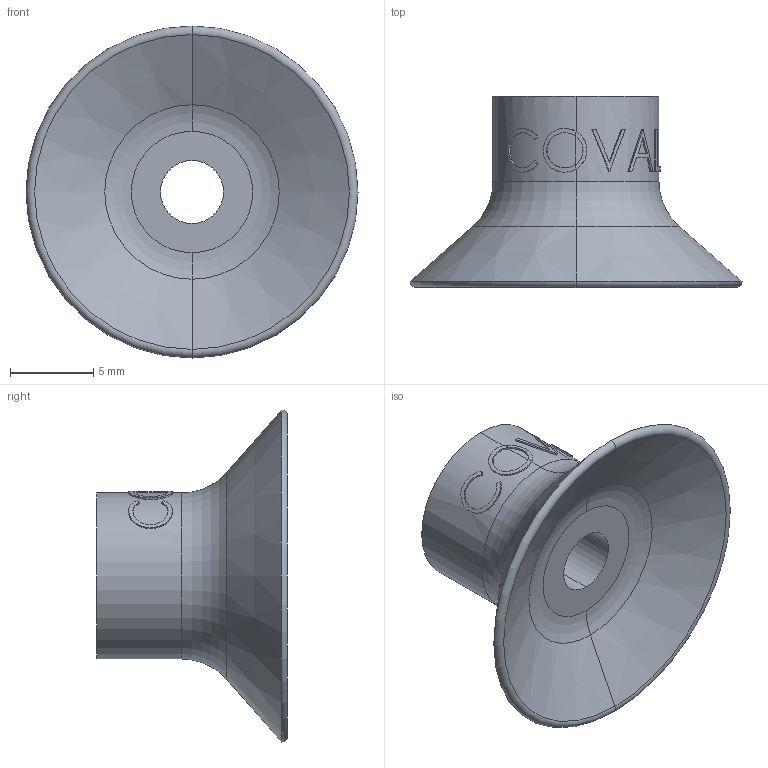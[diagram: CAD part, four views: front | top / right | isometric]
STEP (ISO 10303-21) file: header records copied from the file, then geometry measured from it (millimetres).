
FILE_DESCRIPTION(('STEP AP214'),'1');
FILE_NAME('COVAL_VP20SIT5.stp','2017-12-27T16:17:00',('TraceParts'),('TraceParts S.A.'),'Spatial InterOp 3D',' ',' ');
FILE_SCHEMA(('automotive_design'));
Length unit declared in the file: millimetre
Products named in the file (1): COVAL_VP20SIT5
Bounding box: 20 x 11.5 x 20 mm (x, y, z)
Volume: 952.6 mm3; surface area: 1042 mm2
Topology: 1 solids, 1 shells, 68 faces, 173 edges, 112 vertices
Faces by surface type: bspline 29, plane 16, cylinder 13, torus 6, cone 4
Entity records: 6865 total; most frequent: CARTESIAN_POINT 4905, ORIENTED_EDGE 346, DIRECTION 196, EDGE_CURVE 173, VERTEX_POINT 112, B_SPLINE_CURVE_WITH_KNOTS 103, AXIS2_PLACEMENT_3D 86, EDGE_LOOP 75
